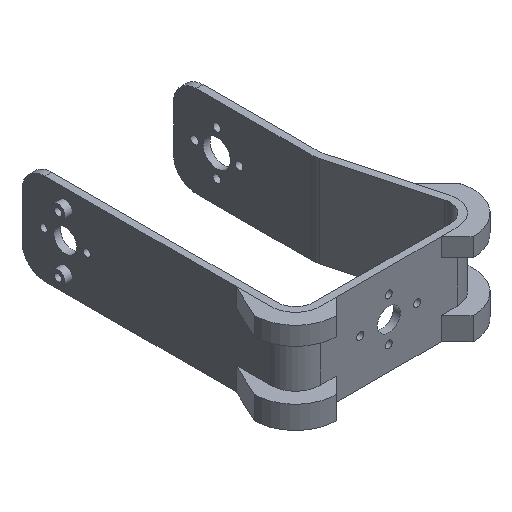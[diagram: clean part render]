
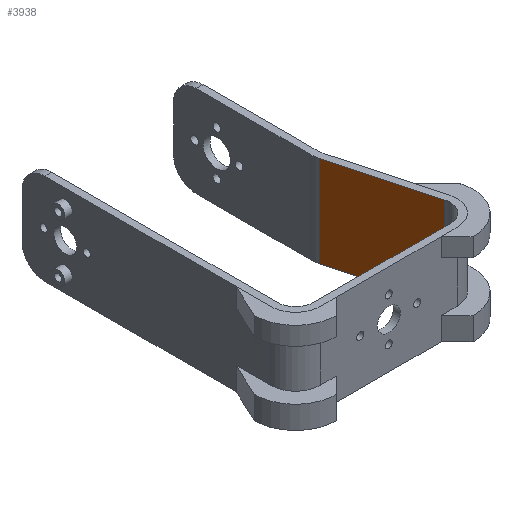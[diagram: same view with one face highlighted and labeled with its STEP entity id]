
A CAD part, isometric view. The second image highlights one B-rep face of the part: STEP entity #3938.
In plain terms, the highlighted planar face has unit normal (-0.965, -0.261, 0).
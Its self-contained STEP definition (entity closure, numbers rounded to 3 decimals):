
#319 = PLANE('',#320);
#320 = AXIS2_PLACEMENT_3D('',#321,#322,#323);
#321 = CARTESIAN_POINT('',(-89.,49.,87.));
#322 = DIRECTION('',(0.,0.,-1.));
#323 = DIRECTION('',(-1.,0.,0.));
#594 = PLANE('',#595);
#595 = AXIS2_PLACEMENT_3D('',#596,#597,#598);
#596 = CARTESIAN_POINT('',(-89.,49.,127.));
#597 = DIRECTION('',(0.,0.,-1.));
#598 = DIRECTION('',(-1.,0.,0.));
#1382 = VERTEX_POINT('',#1383);
#1383 = CARTESIAN_POINT('',(-13.278,51.091,87.));
#1402 = CYLINDRICAL_SURFACE('',#1403,8.);
#1403 = AXIS2_PLACEMENT_3D('',#1404,#1405,#1406);
#1404 = CARTESIAN_POINT('',(-21.,49.,87.));
#1405 = DIRECTION('',(-0.,-0.,-1.));
#1406 = DIRECTION('',(1.,0.,0.));
#1414 = EDGE_CURVE('',#1415,#1382,#1417,.T.);
#1415 = VERTEX_POINT('',#1416);
#1416 = CARTESIAN_POINT('',(-24.988,94.341,87.));
#1417 = SURFACE_CURVE('',#1418,(#1422,#1429),.PCURVE_S1.);
#1418 = LINE('',#1419,#1420);
#1419 = CARTESIAN_POINT('',(-24.988,94.341,87.));
#1420 = VECTOR('',#1421,1.);
#1421 = DIRECTION('',(0.261,-0.965,0.));
#1422 = PCURVE('',#319,#1423);
#1423 = DEFINITIONAL_REPRESENTATION('',(#1424),#1428);
#1424 = LINE('',#1425,#1426);
#1425 = CARTESIAN_POINT('',(-64.012,45.341));
#1426 = VECTOR('',#1427,1.);
#1427 = DIRECTION('',(-0.261,-0.965));
#1428 = ( GEOMETRIC_REPRESENTATION_CONTEXT(2) 
PARAMETRIC_REPRESENTATION_CONTEXT() REPRESENTATION_CONTEXT('2D SPACE',''
  ) );
#1429 = PCURVE('',#1430,#1435);
#1430 = PLANE('',#1431);
#1431 = AXIS2_PLACEMENT_3D('',#1432,#1433,#1434);
#1432 = CARTESIAN_POINT('',(-24.988,94.341,87.));
#1433 = DIRECTION('',(0.965,0.261,0.));
#1434 = DIRECTION('',(0.261,-0.965,0.));
#1435 = DEFINITIONAL_REPRESENTATION('',(#1436),#1440);
#1436 = LINE('',#1437,#1438);
#1437 = CARTESIAN_POINT('',(0.,0.));
#1438 = VECTOR('',#1439,1.);
#1439 = DIRECTION('',(1.,0.));
#1440 = ( GEOMETRIC_REPRESENTATION_CONTEXT(2) 
PARAMETRIC_REPRESENTATION_CONTEXT() REPRESENTATION_CONTEXT('2D SPACE',''
  ) );
#1463 = CYLINDRICAL_SURFACE('',#1464,14.);
#1464 = AXIS2_PLACEMENT_3D('',#1465,#1466,#1467);
#1465 = CARTESIAN_POINT('',(-11.475,98.,87.));
#1466 = DIRECTION('',(-0.,-0.,-1.));
#1467 = DIRECTION('',(1.,0.,0.));
#2346 = VERTEX_POINT('',#2347);
#2347 = CARTESIAN_POINT('',(-13.278,51.091,127.));
#2373 = EDGE_CURVE('',#2374,#2346,#2376,.T.);
#2374 = VERTEX_POINT('',#2375);
#2375 = CARTESIAN_POINT('',(-24.988,94.341,127.));
#2376 = SURFACE_CURVE('',#2377,(#2381,#2388),.PCURVE_S1.);
#2377 = LINE('',#2378,#2379);
#2378 = CARTESIAN_POINT('',(-24.988,94.341,127.));
#2379 = VECTOR('',#2380,1.);
#2380 = DIRECTION('',(0.261,-0.965,0.));
#2381 = PCURVE('',#594,#2382);
#2382 = DEFINITIONAL_REPRESENTATION('',(#2383),#2387);
#2383 = LINE('',#2384,#2385);
#2384 = CARTESIAN_POINT('',(-64.012,45.341));
#2385 = VECTOR('',#2386,1.);
#2386 = DIRECTION('',(-0.261,-0.965));
#2387 = ( GEOMETRIC_REPRESENTATION_CONTEXT(2) 
PARAMETRIC_REPRESENTATION_CONTEXT() REPRESENTATION_CONTEXT('2D SPACE',''
  ) );
#2388 = PCURVE('',#1430,#2389);
#2389 = DEFINITIONAL_REPRESENTATION('',(#2390),#2394);
#2390 = LINE('',#2391,#2392);
#2391 = CARTESIAN_POINT('',(0.,-40.));
#2392 = VECTOR('',#2393,1.);
#2393 = DIRECTION('',(1.,0.));
#2394 = ( GEOMETRIC_REPRESENTATION_CONTEXT(2) 
PARAMETRIC_REPRESENTATION_CONTEXT() REPRESENTATION_CONTEXT('2D SPACE',''
  ) );
#3917 = EDGE_CURVE('',#1382,#2346,#3918,.T.);
#3918 = SURFACE_CURVE('',#3919,(#3923,#3930),.PCURVE_S1.);
#3919 = LINE('',#3920,#3921);
#3920 = CARTESIAN_POINT('',(-13.278,51.091,87.));
#3921 = VECTOR('',#3922,1.);
#3922 = DIRECTION('',(0.,0.,1.));
#3923 = PCURVE('',#1402,#3924);
#3924 = DEFINITIONAL_REPRESENTATION('',(#3925),#3929);
#3925 = LINE('',#3926,#3927);
#3926 = CARTESIAN_POINT('',(-6.548,0.));
#3927 = VECTOR('',#3928,1.);
#3928 = DIRECTION('',(-0.,-1.));
#3929 = ( GEOMETRIC_REPRESENTATION_CONTEXT(2) 
PARAMETRIC_REPRESENTATION_CONTEXT() REPRESENTATION_CONTEXT('2D SPACE',''
  ) );
#3930 = PCURVE('',#1430,#3931);
#3931 = DEFINITIONAL_REPRESENTATION('',(#3932),#3936);
#3932 = LINE('',#3933,#3934);
#3933 = CARTESIAN_POINT('',(44.808,0.));
#3934 = VECTOR('',#3935,1.);
#3935 = DIRECTION('',(0.,-1.));
#3936 = ( GEOMETRIC_REPRESENTATION_CONTEXT(2) 
PARAMETRIC_REPRESENTATION_CONTEXT() REPRESENTATION_CONTEXT('2D SPACE',''
  ) );
#3938 = ADVANCED_FACE('',(#3939),#1430,.F.);
#3939 = FACE_BOUND('',#3940,.F.);
#3940 = EDGE_LOOP('',(#3941,#3962,#3963,#3964));
#3941 = ORIENTED_EDGE('',*,*,#3942,.T.);
#3942 = EDGE_CURVE('',#1415,#2374,#3943,.T.);
#3943 = SURFACE_CURVE('',#3944,(#3948,#3955),.PCURVE_S1.);
#3944 = LINE('',#3945,#3946);
#3945 = CARTESIAN_POINT('',(-24.988,94.341,87.));
#3946 = VECTOR('',#3947,1.);
#3947 = DIRECTION('',(0.,0.,1.));
#3948 = PCURVE('',#1430,#3949);
#3949 = DEFINITIONAL_REPRESENTATION('',(#3950),#3954);
#3950 = LINE('',#3951,#3952);
#3951 = CARTESIAN_POINT('',(0.,0.));
#3952 = VECTOR('',#3953,1.);
#3953 = DIRECTION('',(0.,-1.));
#3954 = ( GEOMETRIC_REPRESENTATION_CONTEXT(2) 
PARAMETRIC_REPRESENTATION_CONTEXT() REPRESENTATION_CONTEXT('2D SPACE',''
  ) );
#3955 = PCURVE('',#1463,#3956);
#3956 = DEFINITIONAL_REPRESENTATION('',(#3957),#3961);
#3957 = LINE('',#3958,#3959);
#3958 = CARTESIAN_POINT('',(-3.406,0.));
#3959 = VECTOR('',#3960,1.);
#3960 = DIRECTION('',(-0.,-1.));
#3961 = ( GEOMETRIC_REPRESENTATION_CONTEXT(2) 
PARAMETRIC_REPRESENTATION_CONTEXT() REPRESENTATION_CONTEXT('2D SPACE',''
  ) );
#3962 = ORIENTED_EDGE('',*,*,#2373,.T.);
#3963 = ORIENTED_EDGE('',*,*,#3917,.F.);
#3964 = ORIENTED_EDGE('',*,*,#1414,.F.);
